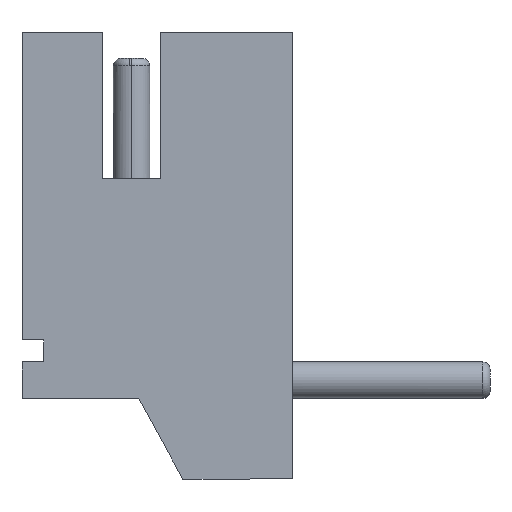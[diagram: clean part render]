
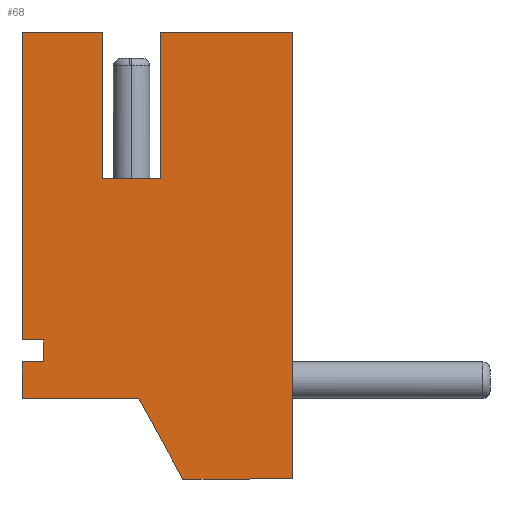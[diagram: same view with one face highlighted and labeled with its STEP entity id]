
A CAD part, left-side view. The second image highlights one B-rep face of the part: STEP entity #68.
In plain terms, the highlighted planar face has unit normal (-1, 0, 0).
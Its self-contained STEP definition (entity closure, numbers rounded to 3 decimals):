
#68=ADVANCED_FACE('',(#247),#248,.F.);
#247=FACE_OUTER_BOUND('',#571,.T.);
#248=PLANE('',#572);
#571=EDGE_LOOP('',(#1012,#1013,#1014,#1015,#1016,#1017,#1018,#1019,#1020,#1021,#1022,#1023,#1024,#1025));
#572=AXIS2_PLACEMENT_3D('',#1026,#1027,#1028);
#1012=ORIENTED_EDGE('',*,*,#2226,.F.);
#1013=ORIENTED_EDGE('',*,*,#2227,.F.);
#1014=ORIENTED_EDGE('',*,*,#2228,.F.);
#1015=ORIENTED_EDGE('',*,*,#2229,.F.);
#1016=ORIENTED_EDGE('',*,*,#2230,.F.);
#1017=ORIENTED_EDGE('',*,*,#2231,.F.);
#1018=ORIENTED_EDGE('',*,*,#2232,.F.);
#1019=ORIENTED_EDGE('',*,*,#2233,.F.);
#1020=ORIENTED_EDGE('',*,*,#2234,.F.);
#1021=ORIENTED_EDGE('',*,*,#2235,.F.);
#1022=ORIENTED_EDGE('',*,*,#2236,.F.);
#1023=ORIENTED_EDGE('',*,*,#2237,.T.);
#1024=ORIENTED_EDGE('',*,*,#2238,.F.);
#1025=ORIENTED_EDGE('',*,*,#2239,.F.);
#1026=CARTESIAN_POINT('',(-4.5,0.0,0.0));
#1027=DIRECTION('',(1.0,0.0,0.0));
#1028=DIRECTION('',(0.0,1.0,0.0));
#2226=EDGE_CURVE('',#2722,#2723,#2724,.T.);
#2227=EDGE_CURVE('',#2725,#2722,#2726,.T.);
#2228=EDGE_CURVE('',#2727,#2725,#2728,.T.);
#2229=EDGE_CURVE('',#2729,#2727,#2730,.T.);
#2230=EDGE_CURVE('',#2731,#2729,#2732,.T.);
#2231=EDGE_CURVE('',#2733,#2731,#2734,.T.);
#2232=EDGE_CURVE('',#2735,#2733,#2736,.T.);
#2233=EDGE_CURVE('',#2737,#2735,#2738,.T.);
#2234=EDGE_CURVE('',#2739,#2737,#2740,.T.);
#2235=EDGE_CURVE('',#2741,#2739,#2742,.T.);
#2236=EDGE_CURVE('',#2743,#2741,#2744,.T.);
#2237=EDGE_CURVE('',#2743,#2745,#2746,.T.);
#2238=EDGE_CURVE('',#2747,#2745,#2748,.T.);
#2239=EDGE_CURVE('',#2723,#2747,#2749,.T.);
#2722=VERTEX_POINT('',#3399);
#2723=VERTEX_POINT('',#3400);
#2724=LINE('',#3401,#3402);
#2725=VERTEX_POINT('',#3403);
#2726=LINE('',#3404,#3405);
#2727=VERTEX_POINT('',#3406);
#2728=LINE('',#3407,#3408);
#2729=VERTEX_POINT('',#3409);
#2730=LINE('',#3410,#3411);
#2731=VERTEX_POINT('',#3412);
#2732=LINE('',#3413,#3414);
#2733=VERTEX_POINT('',#3415);
#2734=LINE('',#3416,#3417);
#2735=VERTEX_POINT('',#3418);
#2736=LINE('',#3419,#3420);
#2737=VERTEX_POINT('',#3421);
#2738=LINE('',#3422,#3423);
#2739=VERTEX_POINT('',#3424);
#2740=LINE('',#3425,#3426);
#2741=VERTEX_POINT('',#3427);
#2742=LINE('',#3428,#3429);
#2743=VERTEX_POINT('',#3430);
#2744=LINE('',#3431,#3432);
#2745=VERTEX_POINT('',#3433);
#2746=LINE('',#3434,#3435);
#2747=VERTEX_POINT('',#3436);
#2748=LINE('',#3437,#3438);
#2749=LINE('',#3439,#3440);
#3399=CARTESIAN_POINT('',(-4.5,3.7,-5.0));
#3400=CARTESIAN_POINT('',(-4.5,3.7,-4.5));
#3401=CARTESIAN_POINT('',(-4.5,3.7,-5.0));
#3402=VECTOR('',#4506,0.5);
#3403=CARTESIAN_POINT('',(-4.5,2.103,-5.0));
#3404=CARTESIAN_POINT('',(-4.5,2.103,-5.0));
#3405=VECTOR('',#4507,1.597);
#3406=CARTESIAN_POINT('',(-4.5,1.5,-6.104));
#3407=CARTESIAN_POINT('',(-4.5,1.5,-6.104));
#3408=VECTOR('',#4508,1.258);
#3409=CARTESIAN_POINT('',(-4.5,0.0,-6.1));
#3410=CARTESIAN_POINT('',(-4.5,0.0,-6.1));
#3411=VECTOR('',#4509,1.5);
#3412=CARTESIAN_POINT('',(-4.5,0.0,0.0));
#3413=CARTESIAN_POINT('',(-4.5,0.0,0.0));
#3414=VECTOR('',#4510,6.1);
#3415=CARTESIAN_POINT('',(-4.5,1.8,0.0));
#3416=CARTESIAN_POINT('',(-4.5,1.8,0.0));
#3417=VECTOR('',#4511,1.8);
#3418=CARTESIAN_POINT('',(-4.5,1.8,-1.999));
#3419=CARTESIAN_POINT('',(-4.5,1.8,-1.999));
#3420=VECTOR('',#4512,1.999);
#3421=CARTESIAN_POINT('',(-4.5,2.599,-1.999));
#3422=CARTESIAN_POINT('',(-4.5,2.599,-1.999));
#3423=VECTOR('',#4513,0.799);
#3424=CARTESIAN_POINT('',(-4.5,2.599,0.0));
#3425=CARTESIAN_POINT('',(-4.5,2.599,0.0));
#3426=VECTOR('',#4514,1.999);
#3427=CARTESIAN_POINT('',(-4.5,3.7,0.0));
#3428=CARTESIAN_POINT('',(-4.5,3.7,0.0));
#3429=VECTOR('',#4515,1.101);
#3430=CARTESIAN_POINT('',(-4.5,3.7,-4.2));
#3431=CARTESIAN_POINT('',(-4.5,3.7,-4.2));
#3432=VECTOR('',#4516,4.2);
#3433=CARTESIAN_POINT('',(-4.5,3.4,-4.2));
#3434=CARTESIAN_POINT('',(-4.5,3.7,-4.2));
#3435=VECTOR('',#4517,0.3);
#3436=CARTESIAN_POINT('',(-4.5,3.4,-4.5));
#3437=CARTESIAN_POINT('',(-4.5,3.4,-4.5));
#3438=VECTOR('',#4518,0.3);
#3439=CARTESIAN_POINT('',(-4.5,3.7,-4.5));
#3440=VECTOR('',#4519,0.3);
#4506=DIRECTION('',(0.0,0.0,1.0));
#4507=DIRECTION('',(0.0,1.0,0.0));
#4508=DIRECTION('',(0.0,0.479,0.878));
#4509=DIRECTION('',(0.0,1.,-0.003));
#4510=DIRECTION('',(0.0,0.0,-1.0));
#4511=DIRECTION('',(0.0,-1.0,0.0));
#4512=DIRECTION('',(0.0,0.0,1.0));
#4513=DIRECTION('',(0.0,-1.0,0.0));
#4514=DIRECTION('',(0.0,0.0,-1.0));
#4515=DIRECTION('',(0.0,-1.0,0.0));
#4516=DIRECTION('',(0.0,0.0,1.0));
#4517=DIRECTION('',(0.0,-1.0,0.0));
#4518=DIRECTION('',(0.0,0.0,1.0));
#4519=DIRECTION('',(0.0,-1.0,0.0));
